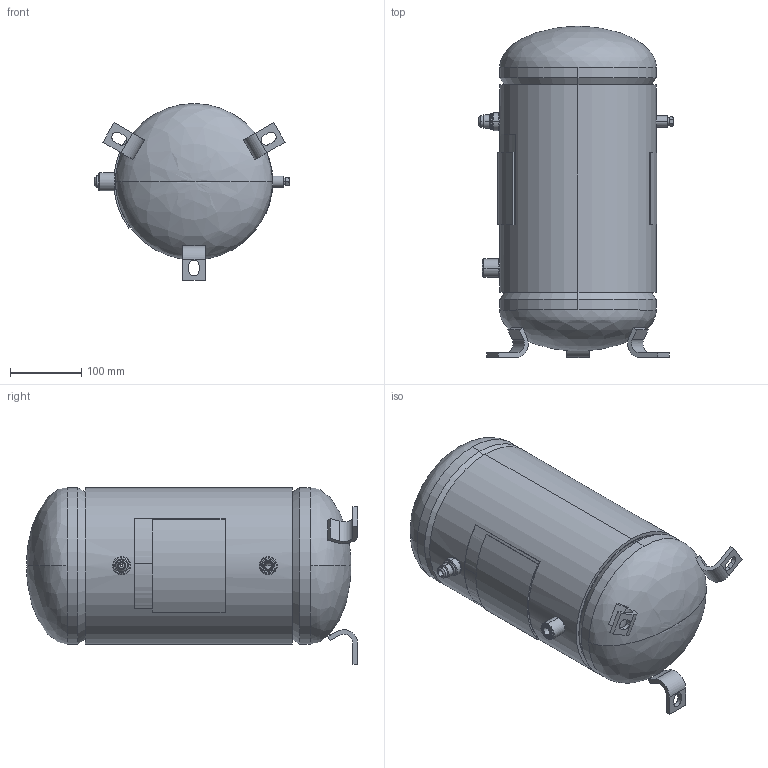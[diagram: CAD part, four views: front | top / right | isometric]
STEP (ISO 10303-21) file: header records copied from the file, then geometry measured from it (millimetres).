
FILE_DESCRIPTION (( 'STEP AP203' ), '1' );
FILE_NAME ('119-8728.STEP', '2024-12-03T21:00:49', ( '' ), ( '' ), 'SwSTEP 2.0', 'SolidWorks 2022', '' );
FILE_SCHEMA (( 'CONFIG_CONTROL_DESIGN' ));
Length unit declared in the file: millimetre
Products named in the file (1): 119-8728
Bounding box: 272.22 x 463.39 x 247.73 mm (x, y, z)
Volume: 1830068.6 mm3; surface area: 829227.1 mm2
Topology: 15 solids, 15 shells, 252 faces, 581 edges, 354 vertices
Faces by surface type: cylinder 89, plane 71, cone 64, torus 14, bspline 14
Entity records: 8600 total; most frequent: CARTESIAN_POINT 2776, DIRECTION 1263, ORIENTED_EDGE 1146, EDGE_CURVE 573, AXIS2_PLACEMENT_3D 501, VERTEX_POINT 354, EDGE_LOOP 281, CIRCLE 262
